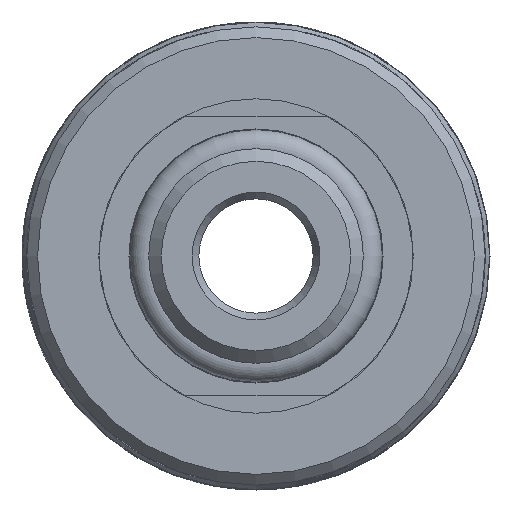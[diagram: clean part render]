
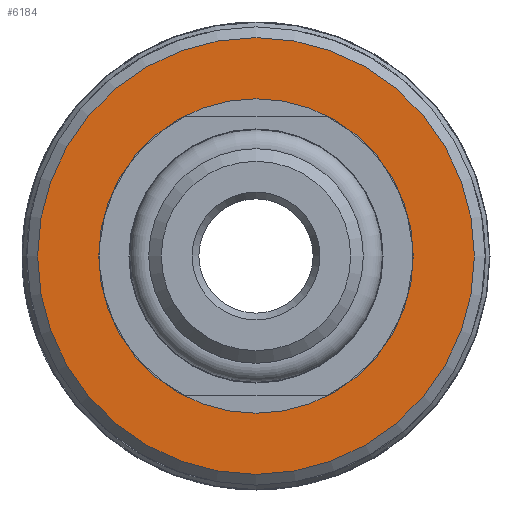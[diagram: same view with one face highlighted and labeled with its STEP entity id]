
A CAD part, left-side view. The second image highlights one B-rep face of the part: STEP entity #6184.
In plain terms, the highlighted planar face has unit normal (-1, 0, 0).
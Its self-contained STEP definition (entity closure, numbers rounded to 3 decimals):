
#238=PLANE('',#6581);
#347=FACE_BOUND('',#1848,.T.);
#1480=FACE_OUTER_BOUND('',#1847,.T.);
#1847=EDGE_LOOP('',(#4179));
#1848=EDGE_LOOP('',(#4180,#4181));
#2259=CIRCLE('',#6577,16.25);
#2262=CIRCLE('',#6582,11.7);
#2263=CIRCLE('',#6583,11.7);
#2521=VERTEX_POINT('',#8434);
#2536=VERTEX_POINT('',#8679);
#2537=VERTEX_POINT('',#8680);
#3182=EDGE_CURVE('',#2521,#2521,#2259,.T.);
#3199=EDGE_CURVE('',#2536,#2537,#2262,.T.);
#3200=EDGE_CURVE('',#2537,#2536,#2263,.T.);
#4179=ORIENTED_EDGE('',*,*,#3182,.F.);
#4180=ORIENTED_EDGE('',*,*,#3199,.T.);
#4181=ORIENTED_EDGE('',*,*,#3200,.T.);
#6184=ADVANCED_FACE('',(#1480,#347),#238,.T.);
#6577=AXIS2_PLACEMENT_3D('',#8436,#7094,#7095);
#6581=AXIS2_PLACEMENT_3D('',#8678,#7104,#7105);
#6582=AXIS2_PLACEMENT_3D('',#8681,#7106,#7107);
#6583=AXIS2_PLACEMENT_3D('',#8682,#7108,#7109);
#7094=DIRECTION('center_axis',(1.,0.,0.));
#7095=DIRECTION('ref_axis',(0.,-1.,0.));
#7104=DIRECTION('center_axis',(-1.,0.,0.));
#7105=DIRECTION('ref_axis',(0.,0.,1.));
#7106=DIRECTION('center_axis',(1.,0.,0.));
#7107=DIRECTION('ref_axis',(0.,1.,0.));
#7108=DIRECTION('center_axis',(1.,0.,0.));
#7109=DIRECTION('ref_axis',(0.,1.,0.));
#8434=CARTESIAN_POINT('',(-14.,16.25,0.));
#8436=CARTESIAN_POINT('Origin',(-14.,0.,0.));
#8678=CARTESIAN_POINT('Origin',(-14.,8.525,0.));
#8679=CARTESIAN_POINT('',(-14.,11.7,0.));
#8680=CARTESIAN_POINT('',(-14.,-11.7,0.));
#8681=CARTESIAN_POINT('Origin',(-14.,0.,0.));
#8682=CARTESIAN_POINT('Origin',(-14.,0.,0.));
